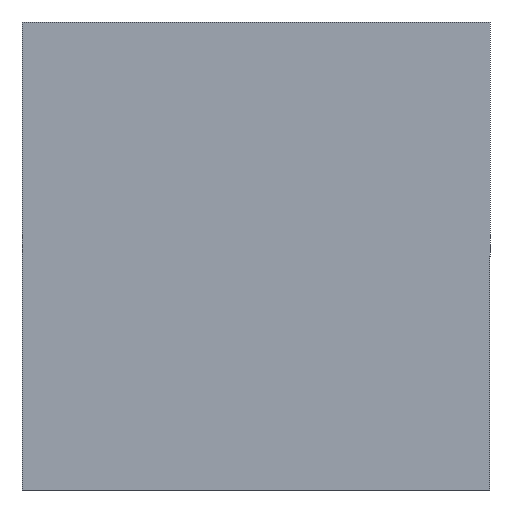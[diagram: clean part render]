
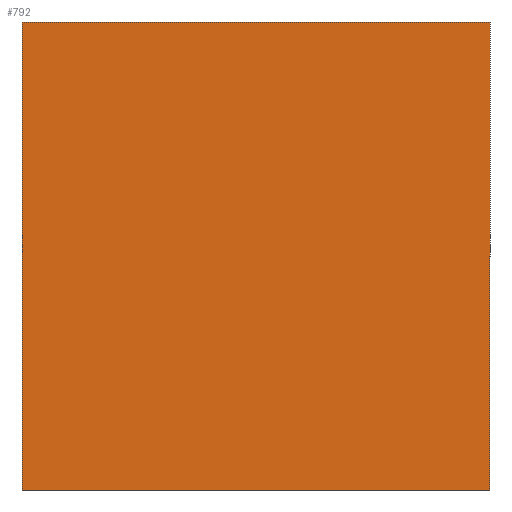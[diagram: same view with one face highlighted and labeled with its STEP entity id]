
A CAD part, front view. The second image highlights one B-rep face of the part: STEP entity #792.
In plain terms, the highlighted planar face has unit normal (0, -1, 0).
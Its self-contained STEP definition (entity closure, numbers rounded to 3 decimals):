
#74=PLANE('',#889);
#120=FACE_OUTER_BOUND('',#174,.T.);
#174=EDGE_LOOP('',(#727,#728,#729,#730));
#244=LINE('',#1321,#320);
#247=LINE('',#1326,#323);
#249=LINE('',#1331,#325);
#250=LINE('',#1333,#326);
#320=VECTOR('',#1099,10.);
#323=VECTOR('',#1104,10.);
#325=VECTOR('',#1110,10.);
#326=VECTOR('',#1113,10.);
#415=VERTEX_POINT('',#1318);
#416=VERTEX_POINT('',#1320);
#417=VERTEX_POINT('',#1324);
#418=VERTEX_POINT('',#1329);
#516=EDGE_CURVE('',#415,#416,#244,.T.);
#519=EDGE_CURVE('',#417,#415,#247,.T.);
#521=EDGE_CURVE('',#418,#417,#249,.T.);
#522=EDGE_CURVE('',#416,#418,#250,.T.);
#727=ORIENTED_EDGE('',*,*,#519,.F.);
#728=ORIENTED_EDGE('',*,*,#521,.F.);
#729=ORIENTED_EDGE('',*,*,#522,.F.);
#730=ORIENTED_EDGE('',*,*,#516,.F.);
#792=ADVANCED_FACE('',(#120),#74,.F.);
#889=AXIS2_PLACEMENT_3D('',#1334,#1114,#1115);
#1099=DIRECTION('',(0.,0.,1.));
#1104=DIRECTION('',(-1.,0.,0.));
#1110=DIRECTION('',(0.,0.,-1.));
#1113=DIRECTION('',(1.,0.,0.));
#1114=DIRECTION('center_axis',(0.,1.,0.));
#1115=DIRECTION('ref_axis',(0.,0.,1.));
#1318=CARTESIAN_POINT('',(-600.,0.,-600.));
#1320=CARTESIAN_POINT('',(-600.,0.,0.));
#1321=CARTESIAN_POINT('',(-600.,0.,-600.));
#1324=CARTESIAN_POINT('',(0.,0.,-600.));
#1326=CARTESIAN_POINT('',(0.,0.,-600.));
#1329=CARTESIAN_POINT('',(0.,0.,0.));
#1331=CARTESIAN_POINT('',(0.,0.,0.));
#1333=CARTESIAN_POINT('',(-600.,0.,0.));
#1334=CARTESIAN_POINT('Origin',(-300.,0.,-300.));
